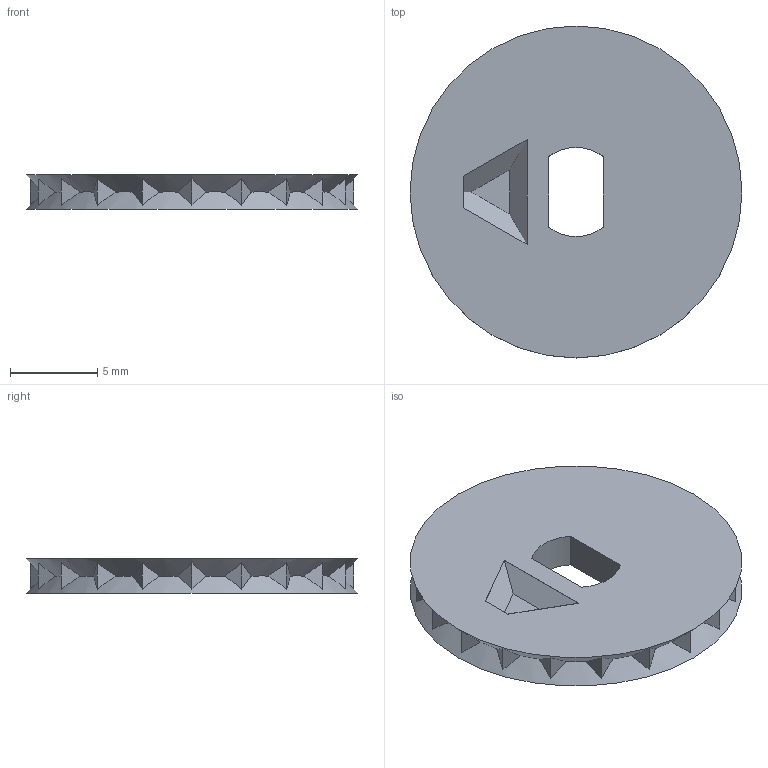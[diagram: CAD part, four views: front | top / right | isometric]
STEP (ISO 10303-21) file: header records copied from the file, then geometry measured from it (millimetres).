
FILE_DESCRIPTION(('FreeCAD Model'),'2;1');
FILE_NAME('Open CASCADE Shape Model','2025-06-30T22:37:51',('Author'),( ''),'Open CASCADE STEP processor 7.7','FreeCAD','Unknown');
FILE_SCHEMA(('AUTOMOTIVE_DESIGN { 1 0 10303 214 1 1 1 1 }'));
Length unit declared in the file: millimetre
Products named in the file (1): pully-motor
Bounding box: 19 x 19 x 2 mm (x, y, z)
Volume: 477.6 mm3; surface area: 732.5 mm2
Topology: 1 solids, 1 shells, 56 faces, 155 edges, 102 vertices
Faces by surface type: plane 52, cone 2, cylinder 2
Entity records: 1881 total; most frequent: DIRECTION 375, CARTESIAN_POINT 314, ORIENTED_EDGE 310, AXIS2_PLACEMENT_3D 163, EDGE_CURVE 155, VERTEX_POINT 102, HYPERBOLA 80, FACE_BOUND 59
